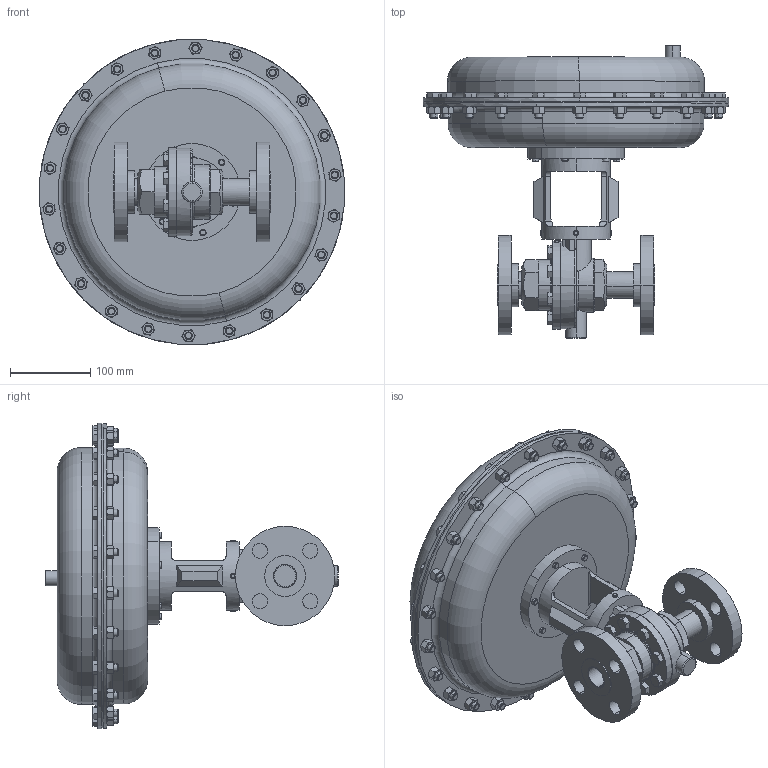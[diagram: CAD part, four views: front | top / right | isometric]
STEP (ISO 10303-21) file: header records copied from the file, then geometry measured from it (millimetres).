
FILE_DESCRIPTION (( 'STEP AP203' ), '1' );
FILE_NAME ('70-100-DI+BR-F3-85M.STEP', '2017-08-24T12:40:21', ( '' ), ( '' ), 'SwSTEP 2.0', 'SolidWorks 2014', '' );
FILE_SCHEMA (( 'CONFIG_CONTROL_DESIGN' ));
Length unit declared in the file: inch
Products named in the file (1): 70-100-DI+BR-F3-85M
Bounding box: 380.96 x 365.29 x 380.89 mm (x, y, z)
Volume: 10529522.6 mm3; surface area: 490902.1 mm2
Topology: 1 solids, 1 shells, 1233 faces, 2820 edges, 1699 vertices
Faces by surface type: cone 522, plane 498, cylinder 152, bspline 36, torus 25
Entity records: 45383 total; most frequent: CARTESIAN_POINT 19081, ORIENTED_EDGE 5640, DIRECTION 5077, EDGE_CURVE 2820, AXIS2_PLACEMENT_3D 2089, VERTEX_POINT 1699, EDGE_LOOP 1361, ADVANCED_FACE 1233
